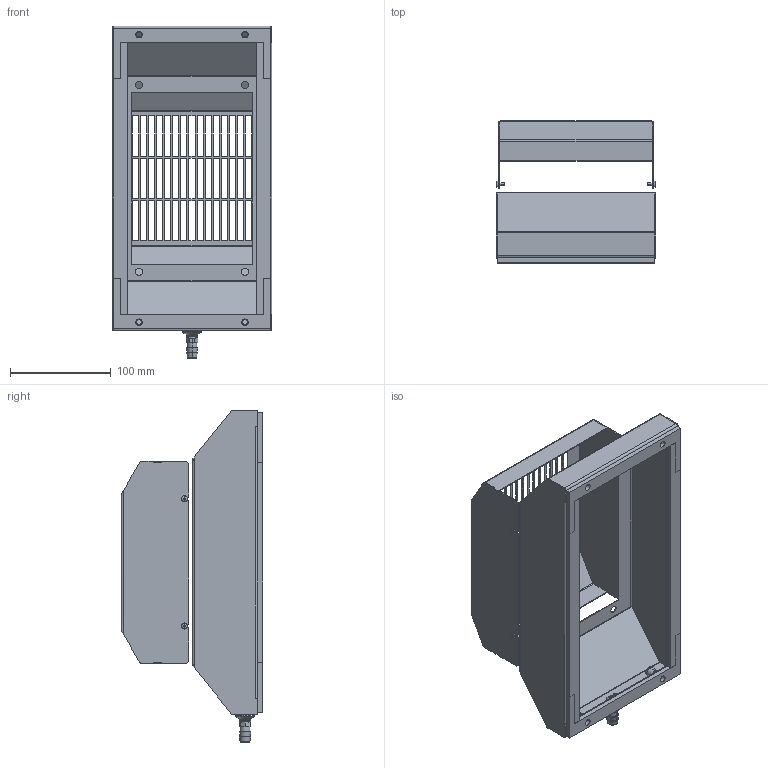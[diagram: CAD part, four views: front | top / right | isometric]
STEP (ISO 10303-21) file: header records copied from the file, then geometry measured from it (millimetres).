
FILE_DESCRIPTION((''),'2;1');
FILE_NAME('TG3050-REDESIGN2015-DUCT_ASM_1_ASM','2024-02-07T12:06:04',('alexcam'),(''),'CREO PARAMETRIC BY PTC INC, 2023294','CREO PARAMETRIC BY PTC INC, 2023294','');
FILE_SCHEMA(('AUTOMOTIVE_DESIGN { 1 0 10303 214 1 1 1 1 }'));
Length unit declared in the file: millimetre
Products named in the file (10): TG3050-AMB-REDESIGN2015_ASM_1_ASM; TG3050-42154-COVER-NON-KRONES_1; SCREW_DIN_7985-M3X6-4_8_1; TG3050_DUCT_1; POPNUT_M6_HEX_OPEN_A2_1; TG3050_DUCT_INS_OUTER1_1; TG3050_DUCT_INS_OUTER2_1; BAYONET_DRAINFITTING_1; TG3050_DUCT_ASM_1_ASM; TG3050-REDESIGN2015-DUCT_ASM_1_ASM
Assembly tree (17 placements, depth 3):
  TG3050-REDESIGN2015-DUCT_ASM_1_ASM
    TG3050-AMB-REDESIGN2015_ASM_1_ASM
    TG3050-42154-COVER-NON-KRONES_1
    SCREW_DIN_7985-M3X6-4_8_1  x4
    TG3050_DUCT_ASM_1_ASM
      TG3050_DUCT_1
      POPNUT_M6_HEX_OPEN_A2_1  x4
      TG3050_DUCT_INS_OUTER1_1  x2
      TG3050_DUCT_INS_OUTER2_1  x2
      BAYONET_DRAINFITTING_1
Bounding box: 158.23 x 140.5 x 328.92 mm (x, y, z)
Volume: 200189.7 mm3; surface area: 323838.8 mm2
Topology: 15 solids, 19 shells, 1072 faces, 2871 edges, 1823 vertices
Faces by surface type: plane 680, cylinder 188, cone 96, bspline 50, torus 44, sphere 10, extrusion 4
Entity records: 38108 total; most frequent: CARTESIAN_POINT 8566, ORIENTED_EDGE 4100, DIRECTION 3870, EDGE_CURVE 2052, PRESENTATION_STYLE_ASSIGNMENT 1882, STYLED_ITEM 1882, CURVE_STYLE 1877, VECTOR 1450
